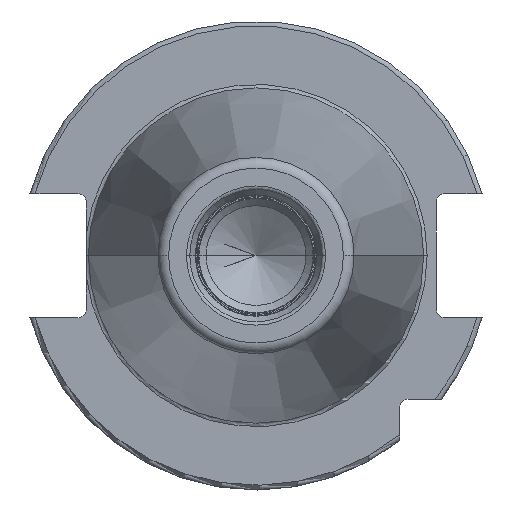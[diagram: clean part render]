
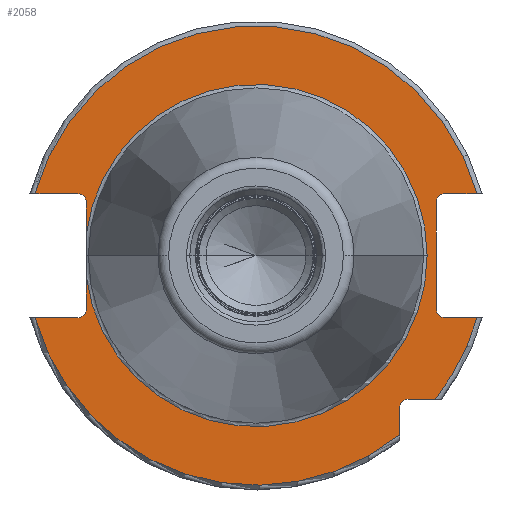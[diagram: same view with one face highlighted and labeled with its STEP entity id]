
A CAD part, left-side view. The second image highlights one B-rep face of the part: STEP entity #2058.
In plain terms, the highlighted planar face has unit normal (-1, 0, 0).
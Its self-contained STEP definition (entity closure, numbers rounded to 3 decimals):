
#105=CARTESIAN_POINT('',(3.2,35.3,-4.415));
#117=CARTESIAN_POINT('',(3.2,0.,0.));
#118=DIRECTION('',(-1.,0.,0.));
#119=DIRECTION('',(0.,0.992,-0.124));
#120=AXIS2_PLACEMENT_3D('',#117,#118,#119);
#135=CARTESIAN_POINT('',(3.2,37.05,11.15));
#136=DIRECTION('',(1.,0.,0.));
#137=DIRECTION('',(0.,0.,1.));
#138=AXIS2_PLACEMENT_3D('',#135,#136,#137);
#195=CARTESIAN_POINT('',(3.2,-39.25,-11.15));
#196=DIRECTION('',(1.,0.,0.));
#197=DIRECTION('',(0.,0.,-1.));
#198=AXIS2_PLACEMENT_3D('',#195,#196,#197);
#266=CARTESIAN_POINT('',(3.2,37.05,-11.15));
#267=DIRECTION('',(1.,0.,0.));
#268=DIRECTION('',(0.,-1.,0.));
#269=AXIS2_PLACEMENT_3D('',#266,#267,#268);
#271=DIRECTION('',(0.,1.,0.));
#272=VECTOR('',#271,6.711);
#273=CARTESIAN_POINT('',(3.2,-45.961,12.9));
#274=LINE('',#273,#272);
#275=DIRECTION('',(0.,0.,1.));
#276=VECTOR('',#275,22.3);
#277=CARTESIAN_POINT('',(3.2,-37.5,-11.15));
#278=LINE('',#277,#276);
#279=DIRECTION('',(0.,1.,0.));
#280=VECTOR('',#279,6.711);
#281=CARTESIAN_POINT('',(3.2,-45.961,-12.9));
#282=LINE('',#281,#280);
#283=CARTESIAN_POINT('',(3.2,0.,0.));
#284=DIRECTION('',(-1.,0.,0.));
#285=DIRECTION('',(0.,-0.78,-0.625));
#286=AXIS2_PLACEMENT_3D('',#283,#284,#285);
#288=DIRECTION('',(0.,-1.,0.));
#289=VECTOR('',#288,5.654);
#290=CARTESIAN_POINT('',(3.2,-31.6,-29.85));
#291=LINE('',#290,#289);
#292=DIRECTION('',(0.,0.,1.));
#293=VECTOR('',#292,5.654);
#294=CARTESIAN_POINT('',(3.2,-29.85,-37.254));
#295=LINE('',#294,#293);
#296=CARTESIAN_POINT('',(3.2,0.,0.));
#297=DIRECTION('',(-1.,0.,0.));
#298=DIRECTION('',(0.,0.963,-0.27));
#299=AXIS2_PLACEMENT_3D('',#296,#297,#298);
#301=DIRECTION('',(0.,-1.,0.));
#302=VECTOR('',#301,8.911);
#303=CARTESIAN_POINT('',(3.2,45.961,-12.9));
#304=LINE('',#303,#302);
#305=DIRECTION('',(0.,0.,-1.));
#306=VECTOR('',#305,6.735);
#307=CARTESIAN_POINT('',(3.2,35.3,-4.415));
#308=LINE('',#307,#306);
#309=DIRECTION('',(0.,0.,-1.));
#310=VECTOR('',#309,6.735);
#311=CARTESIAN_POINT('',(3.2,35.3,11.15));
#312=LINE('',#311,#310);
#313=DIRECTION('',(0.,-1.,0.));
#314=VECTOR('',#313,8.911);
#315=CARTESIAN_POINT('',(3.2,45.961,12.9));
#316=LINE('',#315,#314);
#317=CARTESIAN_POINT('',(3.2,0.,0.));
#318=DIRECTION('',(1.,0.,0.));
#319=DIRECTION('',(0.,0.963,0.27));
#320=AXIS2_PLACEMENT_3D('',#317,#318,#319);
#331=CARTESIAN_POINT('',(3.2,-39.25,11.15));
#332=DIRECTION('',(1.,0.,0.));
#333=DIRECTION('',(0.,1.,0.));
#334=AXIS2_PLACEMENT_3D('',#331,#332,#333);
#345=CARTESIAN_POINT('',(3.2,45.961,12.9));
#352=CARTESIAN_POINT('',(3.2,-45.961,12.9));
#746=CARTESIAN_POINT('',(3.2,-31.6,-31.6));
#747=DIRECTION('',(1.,0.,0.));
#748=DIRECTION('',(0.,1.,0.));
#749=AXIS2_PLACEMENT_3D('',#746,#747,#748);
#755=CARTESIAN_POINT('',(3.2,45.961,-12.9));
#790=CARTESIAN_POINT('',(3.2,-45.961,-12.9));
#797=CARTESIAN_POINT('',(3.2,-37.254,-29.85));
#936=CARTESIAN_POINT('',(3.2,35.3,4.415));
#947=CARTESIAN_POINT('',(3.2,0.,0.));
#948=DIRECTION('',(1.,0.,0.));
#949=DIRECTION('',(0.,0.992,0.124));
#950=AXIS2_PLACEMENT_3D('',#947,#948,#949);
#1396=CARTESIAN_POINT('',(3.2,-35.575,0.));
#1398=VERTEX_POINT('',#1396);
#1522=VERTEX_POINT('',#936);
#1524=VERTEX_POINT('',#105);
#1527=VERTEX_POINT('',#345);
#1528=VERTEX_POINT('',#352);
#1531=VERTEX_POINT('',#755);
#1532=VERTEX_POINT('',#790);
#1555=CARTESIAN_POINT('',(3.2,-29.85,-37.254));
#1556=VERTEX_POINT('',#1555);
#1558=CARTESIAN_POINT('',(3.2,-37.5,-11.15));
#1560=VERTEX_POINT('',#1558);
#1562=CARTESIAN_POINT('',(3.2,-39.25,-12.9));
#1564=VERTEX_POINT('',#1562);
#1566=CARTESIAN_POINT('',(3.2,-39.25,12.9));
#1568=VERTEX_POINT('',#1566);
#1570=CARTESIAN_POINT('',(3.2,-37.5,11.15));
#1572=VERTEX_POINT('',#1570);
#1574=CARTESIAN_POINT('',(3.2,35.3,11.15));
#1576=VERTEX_POINT('',#1574);
#1578=CARTESIAN_POINT('',(3.2,37.05,12.9));
#1580=VERTEX_POINT('',#1578);
#1582=CARTESIAN_POINT('',(3.2,37.05,-12.9));
#1584=VERTEX_POINT('',#1582);
#1586=CARTESIAN_POINT('',(3.2,35.3,-11.15));
#1588=VERTEX_POINT('',#1586);
#1593=CARTESIAN_POINT('',(3.2,-29.85,-31.6));
#1594=CARTESIAN_POINT('',(3.2,-31.6,-29.85));
#1595=VERTEX_POINT('',#1593);
#1596=VERTEX_POINT('',#1594);
#1655=VERTEX_POINT('',#797);
#2022=CARTESIAN_POINT('',(3.2,0.,0.));
#2023=DIRECTION('',(1.,0.,0.));
#2024=DIRECTION('',(0.,-1.,0.));
#2025=AXIS2_PLACEMENT_3D('',#2022,#2023,#2024);
#2026=PLANE('',#2025);
#2028=ORIENTED_EDGE('',*,*,#2027,.T.);
#2030=ORIENTED_EDGE('',*,*,#2029,.F.);
#2031=ORIENTED_EDGE('',*,*,#1890,.F.);
#2032=ORIENTED_EDGE('',*,*,#1907,.F.);
#2033=ORIENTED_EDGE('',*,*,#1941,.F.);
#2035=ORIENTED_EDGE('',*,*,#2034,.F.);
#2037=ORIENTED_EDGE('',*,*,#2036,.F.);
#2039=ORIENTED_EDGE('',*,*,#2038,.F.);
#2041=ORIENTED_EDGE('',*,*,#2040,.F.);
#2043=ORIENTED_EDGE('',*,*,#2042,.F.);
#2044=ORIENTED_EDGE('',*,*,#1982,.T.);
#2045=ORIENTED_EDGE('',*,*,#2017,.F.);
#2046=ORIENTED_EDGE('',*,*,#1815,.F.);
#2047=ORIENTED_EDGE('',*,*,#1798,.T.);
#2049=ORIENTED_EDGE('',*,*,#2048,.F.);
#2050=ORIENTED_EDGE('',*,*,#1810,.F.);
#2051=ORIENTED_EDGE('',*,*,#1834,.F.);
#2053=ORIENTED_EDGE('',*,*,#2052,.F.);
#2055=ORIENTED_EDGE('',*,*,#2054,.T.);
#2056=EDGE_LOOP('',(#2028,#2030,#2031,#2032,#2033,#2035,#2037,#2039,#2041,#2043,
#2044,#2045,#2046,#2047,#2049,#2050,#2051,#2053,#2055));
#2057=FACE_OUTER_BOUND('',#2056,.F.);
#2058=ADVANCED_FACE('',(#2057),#2026,.F.);
#121=CIRCLE('',#120,35.575);
#139=CIRCLE('',#138,1.75);
#199=CIRCLE('',#198,1.75);
#270=CIRCLE('',#269,1.75);
#287=CIRCLE('',#286,47.738);
#300=CIRCLE('',#299,47.738);
#321=CIRCLE('',#320,47.738);
#335=CIRCLE('',#334,1.75);
#750=CIRCLE('',#749,1.75);
#951=CIRCLE('',#950,35.575);
#1798=EDGE_CURVE('',#1524,#1398,#121,.T.);
#1810=EDGE_CURVE('',#1576,#1522,#312,.T.);
#1815=EDGE_CURVE('',#1524,#1588,#308,.T.);
#1834=EDGE_CURVE('',#1580,#1576,#139,.T.);
#1890=EDGE_CURVE('',#1560,#1572,#278,.T.);
#1907=EDGE_CURVE('',#1564,#1560,#199,.T.);
#1941=EDGE_CURVE('',#1532,#1564,#282,.T.);
#1982=EDGE_CURVE('',#1531,#1584,#304,.T.);
#2017=EDGE_CURVE('',#1588,#1584,#270,.T.);
#2027=EDGE_CURVE('',#1528,#1568,#274,.T.);
#2029=EDGE_CURVE('',#1572,#1568,#335,.T.);
#2034=EDGE_CURVE('',#1655,#1532,#287,.T.);
#2036=EDGE_CURVE('',#1596,#1655,#291,.T.);
#2038=EDGE_CURVE('',#1595,#1596,#750,.T.);
#2040=EDGE_CURVE('',#1556,#1595,#295,.T.);
#2042=EDGE_CURVE('',#1531,#1556,#300,.T.);
#2048=EDGE_CURVE('',#1522,#1398,#951,.T.);
#2052=EDGE_CURVE('',#1527,#1580,#316,.T.);
#2054=EDGE_CURVE('',#1527,#1528,#321,.T.);
